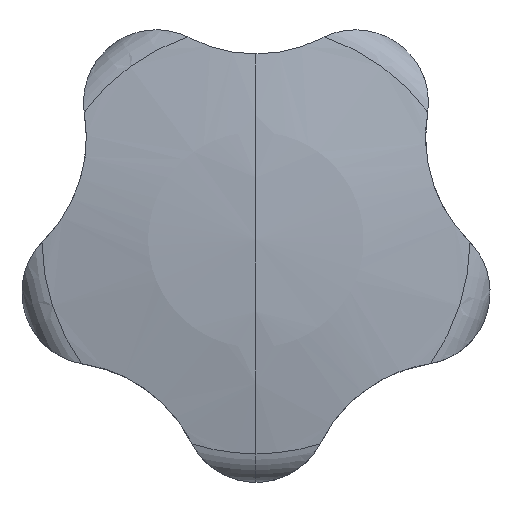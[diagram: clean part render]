
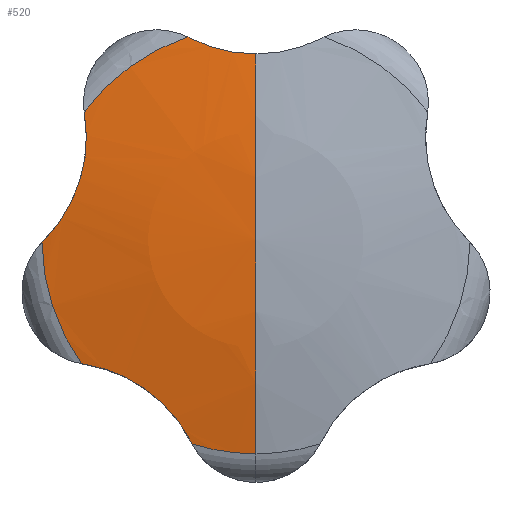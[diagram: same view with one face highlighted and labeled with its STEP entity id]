
A CAD part, top view. The second image highlights one B-rep face of the part: STEP entity #520.
In plain terms, the highlighted spherical face has radius 80 mm.
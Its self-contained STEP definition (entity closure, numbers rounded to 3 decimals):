
#236=EDGE_CURVE('',#358,#486,#676,.T.);
#264=EDGE_CURVE('',#336,#486,#709,.T.);
#272=EDGE_CURVE('',#480,#336,#717,.T.);
#276=EDGE_CURVE('',#620,#346,#722,.T.);
#286=VERTEX_POINT('',#732);
#290=VERTEX_POINT('',#737);
#298=EDGE_CURVE('',#290,#490,#746,.T.);
#336=VERTEX_POINT('',#786);
#344=EDGE_CURVE('',#286,#570,#794,.T.);
#346=VERTEX_POINT('',#796);
#358=VERTEX_POINT('',#808);
#416=VERTEX_POINT('',#873);
#478=EDGE_CURVE('',#532,#490,#941,.T.);
#480=VERTEX_POINT('',#943);
#486=VERTEX_POINT('',#949);
#490=VERTEX_POINT('',#954);
#520=ADVANCED_FACE('',(#986),#987,.T.);
#532=VERTEX_POINT('',#1001);
#560=VERTEX_POINT('',#1033);
#568=EDGE_CURVE('',#290,#480,#1042,.T.);
#570=VERTEX_POINT('',#1044);
#572=EDGE_CURVE('',#358,#286,#1046,.T.);
#576=EDGE_CURVE('',#560,#532,#1050,.T.);
#584=EDGE_CURVE('',#570,#416,#1058,.T.);
#620=VERTEX_POINT('',#1098);
#628=EDGE_CURVE('',#416,#346,#1107,.T.);
#648=EDGE_CURVE('',#620,#560,#1129,.T.);
#676=CIRCLE('',#1149,17.662);
#709=B_SPLINE_CURVE_WITH_KNOTS('',3,(#1199,#1200,#1201,#1202),.UNSPECIFIED.,.F.,.F.,(4,4),(0.0,0.171),.UNSPECIFIED.);
#717=B_SPLINE_CURVE_WITH_KNOTS('',3,(#1223,#1224,#1225,#1226,#1227,#1228,#1229,#1230,#1231,#1232,#1233,#1234),.UNSPECIFIED.,.F.,.F.,(4,2,2,2,2,4),(0.0,2.253,4.506,6.759,9.012,11.034),.UNSPECIFIED.);
#722=CIRCLE('',#1240,17.662);
#732=CARTESIAN_POINT('',(0.,0.,25.));
#737=CARTESIAN_POINT('',(-14.4,-10.227,23.026));
#746=CIRCLE('',#1269,17.662);
#786=CARTESIAN_POINT('',(-5.356,-16.705,23.053));
#794=CIRCLE('',#1333,80.);
#796=CARTESIAN_POINT('',(-5.638,16.738,23.026));
#808=CARTESIAN_POINT('',(0.,-17.662,23.026));
#873=CARTESIAN_POINT('',(-5.486,16.663,23.053));
#941=B_SPLINE_CURVE_WITH_KNOTS('',3,(#1564,#1565,#1566,#1567),.UNSPECIFIED.,.F.,.F.,(4,4),(0.0,0.171),.UNSPECIFIED.);
#943=CARTESIAN_POINT('',(-14.232,-10.256,23.053));
#949=CARTESIAN_POINT('',(-5.277,-16.856,23.026));
#954=CARTESIAN_POINT('',(-17.661,-0.19,23.026));
#986=FACE_OUTER_BOUND('',#1630,.T.);
#987=SPHERICAL_SURFACE('',#1631,80.);
#1001=CARTESIAN_POINT('',(-17.542,-0.068,23.053));
#1033=CARTESIAN_POINT('',(-14.152,10.366,23.053));
#1042=B_SPLINE_CURVE_WITH_KNOTS('',3,(#1728,#1729,#1730,#1731),.UNSPECIFIED.,.F.,.F.,(4,4),(12.583,12.748),.UNSPECIFIED.);
#1044=CARTESIAN_POINT('',(0.,15.335,23.516));
#1046=CIRCLE('',#1736,80.);
#1050=B_SPLINE_CURVE_WITH_KNOTS('',3,(#1742,#1743,#1744,#1745,#1746,#1747,#1748,#1749,#1750,#1751,#1752,#1753),.UNSPECIFIED.,.F.,.F.,(4,2,2,2,2,4),(0.0,2.253,4.506,6.759,9.012,11.034),.UNSPECIFIED.);
#1058=B_SPLINE_CURVE_WITH_KNOTS('',3,(#1776,#1777,#1778,#1779,#1780,#1781,#1782,#1783,#1784,#1785,#1786,#1787),.UNSPECIFIED.,.F.,.F.,(4,2,2,2,2,4),(0.0,2.253,4.506,6.759,9.012,11.034),.UNSPECIFIED.);
#1098=CARTESIAN_POINT('',(-14.177,10.535,23.026));
#1107=B_SPLINE_CURVE_WITH_KNOTS('',3,(#1868,#1869,#1870,#1871),.UNSPECIFIED.,.F.,.F.,(4,4),(0.0,0.171),.UNSPECIFIED.);
#1129=B_SPLINE_CURVE_WITH_KNOTS('',3,(#1907,#1908,#1909,#1910),.UNSPECIFIED.,.F.,.F.,(4,4),(12.583,12.748),.UNSPECIFIED.);
#1149=AXIS2_PLACEMENT_3D('',#1930,#1931,#1932);
#1199=CARTESIAN_POINT('',(-5.356,-16.705,23.053));
#1200=CARTESIAN_POINT('',(-5.33,-16.755,23.044));
#1201=CARTESIAN_POINT('',(-5.304,-16.806,23.035));
#1202=CARTESIAN_POINT('',(-5.277,-16.856,23.026));
#1223=CARTESIAN_POINT('',(-14.232,-10.256,23.053));
#1224=CARTESIAN_POINT('',(-13.499,-10.369,23.172));
#1225=CARTESIAN_POINT('',(-12.749,-10.556,23.273));
#1226=CARTESIAN_POINT('',(-11.277,-11.084,23.426));
#1227=CARTESIAN_POINT('',(-10.555,-11.426,23.477));
#1228=CARTESIAN_POINT('',(-9.194,-12.246,23.525));
#1229=CARTESIAN_POINT('',(-8.553,-12.726,23.521));
#1230=CARTESIAN_POINT('',(-7.394,-13.784,23.46));
#1231=CARTESIAN_POINT('',(-6.876,-14.363,23.403));
#1232=CARTESIAN_POINT('',(-6.031,-15.501,23.255));
#1233=CARTESIAN_POINT('',(-5.668,-16.087,23.164));
#1234=CARTESIAN_POINT('',(-5.356,-16.705,23.053));
#1240=AXIS2_PLACEMENT_3D('',#2002,#2003,#2004);
#1269=AXIS2_PLACEMENT_3D('',#2028,#2029,#2030);
#1333=AXIS2_PLACEMENT_3D('',#2071,#2072,#2073);
#1564=CARTESIAN_POINT('',(-17.542,-0.068,23.053));
#1565=CARTESIAN_POINT('',(-17.582,-0.108,23.044));
#1566=CARTESIAN_POINT('',(-17.622,-0.149,23.035));
#1567=CARTESIAN_POINT('',(-17.661,-0.19,23.026));
#1630=EDGE_LOOP('',(#2277,#2278,#2279,#2280,#2281,#2282,#2283,#2284,#2285,#2286,#2287,#2288,#2289));
#1631=AXIS2_PLACEMENT_3D('',#2290,#2291,#2292);
#1728=CARTESIAN_POINT('',(-14.4,-10.227,23.026));
#1729=CARTESIAN_POINT('',(-14.344,-10.238,23.035));
#1730=CARTESIAN_POINT('',(-14.288,-10.247,23.044));
#1731=CARTESIAN_POINT('',(-14.232,-10.256,23.053));
#1736=AXIS2_PLACEMENT_3D('',#2359,#2360,#2361);
#1742=CARTESIAN_POINT('',(-14.152,10.366,23.053));
#1743=CARTESIAN_POINT('',(-14.033,9.634,23.172));
#1744=CARTESIAN_POINT('',(-13.979,8.863,23.273));
#1745=CARTESIAN_POINT('',(-14.027,7.3,23.426));
#1746=CARTESIAN_POINT('',(-14.128,6.507,23.477));
#1747=CARTESIAN_POINT('',(-14.488,4.959,23.525));
#1748=CARTESIAN_POINT('',(-14.746,4.202,23.521));
#1749=CARTESIAN_POINT('',(-15.394,2.773,23.46));
#1750=CARTESIAN_POINT('',(-15.785,2.101,23.403));
#1751=CARTESIAN_POINT('',(-16.607,0.946,23.255));
#1752=CARTESIAN_POINT('',(-17.051,0.42,23.164));
#1753=CARTESIAN_POINT('',(-17.542,-0.068,23.053));
#1776=CARTESIAN_POINT('',(5.486,16.663,23.053));
#1777=CARTESIAN_POINT('',(4.826,16.323,23.172));
#1778=CARTESIAN_POINT('',(4.11,16.034,23.273));
#1779=CARTESIAN_POINT('',(2.608,15.596,23.426));
#1780=CARTESIAN_POINT('',(1.823,15.448,23.477));
#1781=CARTESIAN_POINT('',(0.24,15.311,23.525));
#1782=CARTESIAN_POINT('',(-0.56,15.323,23.521));
#1783=CARTESIAN_POINT('',(-2.12,15.498,23.46));
#1784=CARTESIAN_POINT('',(-2.88,15.662,23.403));
#1785=CARTESIAN_POINT('',(-4.232,16.086,23.255));
#1786=CARTESIAN_POINT('',(-4.87,16.346,23.164));
#1787=CARTESIAN_POINT('',(-5.486,16.663,23.053));
#1868=CARTESIAN_POINT('',(-5.486,16.663,23.053));
#1869=CARTESIAN_POINT('',(-5.536,16.688,23.044));
#1870=CARTESIAN_POINT('',(-5.587,16.714,23.035));
#1871=CARTESIAN_POINT('',(-5.638,16.738,23.026));
#1907=CARTESIAN_POINT('',(-14.177,10.535,23.026));
#1908=CARTESIAN_POINT('',(-14.169,10.478,23.035));
#1909=CARTESIAN_POINT('',(-14.161,10.422,23.044));
#1910=CARTESIAN_POINT('',(-14.152,10.366,23.053));
#1930=CARTESIAN_POINT('',(0.,0.,23.026));
#1931=DIRECTION('',(-0.0,0.0,-1.0));
#1932=DIRECTION('',(0.,-1.0,0.0));
#2002=CARTESIAN_POINT('',(0.,0.,23.026));
#2003=DIRECTION('',(-0.0,0.0,-1.0));
#2004=DIRECTION('',(0.,-1.0,0.0));
#2028=CARTESIAN_POINT('',(0.,0.,23.026));
#2029=DIRECTION('',(-0.0,0.0,-1.0));
#2030=DIRECTION('',(0.,-1.0,0.0));
#2071=CARTESIAN_POINT('',(0.,0.,-55.));
#2072=DIRECTION('',(-1.0,0.,-0.0));
#2073=DIRECTION('',(0.0,0.0,-1.0));
#2277=ORIENTED_EDGE('',*,*,#572,.T.);
#2278=ORIENTED_EDGE('',*,*,#344,.T.);
#2279=ORIENTED_EDGE('',*,*,#584,.T.);
#2280=ORIENTED_EDGE('',*,*,#628,.T.);
#2281=ORIENTED_EDGE('',*,*,#276,.F.);
#2282=ORIENTED_EDGE('',*,*,#648,.T.);
#2283=ORIENTED_EDGE('',*,*,#576,.T.);
#2284=ORIENTED_EDGE('',*,*,#478,.T.);
#2285=ORIENTED_EDGE('',*,*,#298,.F.);
#2286=ORIENTED_EDGE('',*,*,#568,.T.);
#2287=ORIENTED_EDGE('',*,*,#272,.T.);
#2288=ORIENTED_EDGE('',*,*,#264,.T.);
#2289=ORIENTED_EDGE('',*,*,#236,.F.);
#2290=CARTESIAN_POINT('',(0.,0.,-55.));
#2291=DIRECTION('',(0.0,0.0,-1.0));
#2292=DIRECTION('',(0.,1.0,0.0));
#2359=CARTESIAN_POINT('',(0.,0.,-55.));
#2360=DIRECTION('',(-1.0,0.,-0.0));
#2361=DIRECTION('',(0.0,0.0,-1.0));
